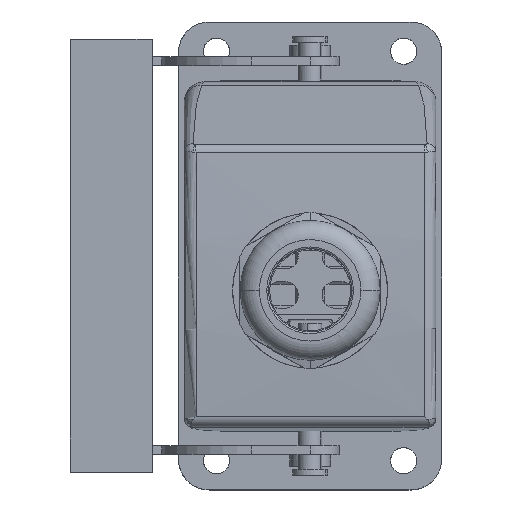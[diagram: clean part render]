
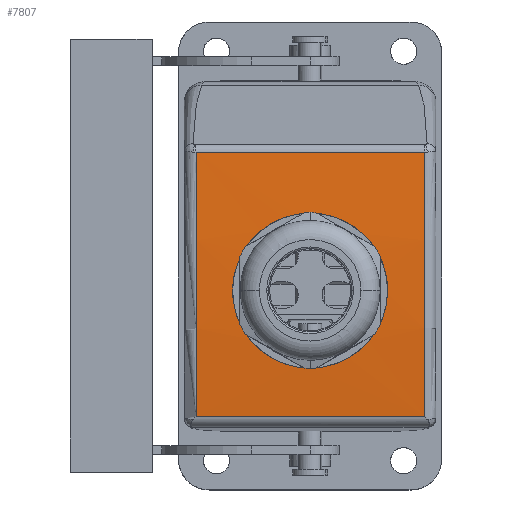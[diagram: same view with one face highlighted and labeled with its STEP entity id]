
A CAD part, top view. The second image highlights one B-rep face of the part: STEP entity #7807.
In plain terms, the highlighted cylindrical face has radius 300 mm (diameter 600 mm), a partial arc.
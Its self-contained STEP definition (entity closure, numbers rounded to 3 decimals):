
#7730=AXIS2_PLACEMENT_3D('Circle Axis2P3D',#7728,#7729,$) ;
#7745=AXIS2_PLACEMENT_3D('Cylinder Axis2P3D',#7742,#7743,#7744) ;
#7756=AXIS2_PLACEMENT_3D('Circle Axis2P3D',#7754,#7755,$) ;
#6311=CARTESIAN_POINT('Vertex',(60.5,12.45,81.229)) ;
#6314=CARTESIAN_POINT('Line Origine',(30.25,12.45,81.229)) ;
#6318=CARTESIAN_POINT('Vertex',(21.5,12.45,81.229)) ;
#7725=CARTESIAN_POINT('Vertex',(60.5,57.62,81.065)) ;
#7728=CARTESIAN_POINT('Axis2P3D Location',(60.5,33.948,-218.)) ;
#7742=CARTESIAN_POINT('Axis2P3D Location',(41.,33.948,-218.)) ;
#7747=CARTESIAN_POINT('Line Origine',(41.,57.62,81.065)) ;
#7751=CARTESIAN_POINT('Vertex',(21.5,57.62,81.065)) ;
#7754=CARTESIAN_POINT('Axis2P3D Location',(21.5,33.948,-218.)) ;
#7766=CARTESIAN_POINT('Control Point',(41.,20.698,81.707)) ;
#7767=CARTESIAN_POINT('Control Point',(43.496,20.698,81.707)) ;
#7768=CARTESIAN_POINT('Control Point',(45.992,21.286,81.733)) ;
#7769=CARTESIAN_POINT('Control Point',(48.303,22.463,81.786)) ;
#7770=CARTESIAN_POINT('Control Point',(51.218,24.972,81.876)) ;
#7771=CARTESIAN_POINT('Control Point',(53.064,28.258,81.949)) ;
#7772=CARTESIAN_POINT('Control Point',(53.547,29.422,81.969)) ;
#7773=CARTESIAN_POINT('Control Point',(54.571,33.049,82.014)) ;
#7774=CARTESIAN_POINT('Control Point',(54.29,36.885,82.002)) ;
#7775=CARTESIAN_POINT('Control Point',(53.491,39.353,81.964)) ;
#7776=CARTESIAN_POINT('Control Point',(51.022,43.358,81.863)) ;
#7777=CARTESIAN_POINT('Control Point',(47.149,45.966,81.762)) ;
#7778=CARTESIAN_POINT('Control Point',(45.172,46.788,81.725)) ;
#7779=CARTESIAN_POINT('Control Point',(43.086,47.198,81.707)) ;
#7780=CARTESIAN_POINT('Control Point',(41.,47.198,81.707)) ;
#7781=CARTESIAN_POINT('Vertex',(41.,20.698,81.707)) ;
#7783=CARTESIAN_POINT('Vertex',(41.,47.198,81.707)) ;
#7787=CARTESIAN_POINT('Control Point',(41.,47.198,81.707)) ;
#7788=CARTESIAN_POINT('Control Point',(38.504,47.198,81.707)) ;
#7789=CARTESIAN_POINT('Control Point',(36.008,46.61,81.733)) ;
#7790=CARTESIAN_POINT('Control Point',(33.697,45.433,81.786)) ;
#7791=CARTESIAN_POINT('Control Point',(30.782,42.925,81.876)) ;
#7792=CARTESIAN_POINT('Control Point',(28.936,39.639,81.949)) ;
#7793=CARTESIAN_POINT('Control Point',(28.453,38.475,81.969)) ;
#7794=CARTESIAN_POINT('Control Point',(27.429,34.847,82.014)) ;
#7795=CARTESIAN_POINT('Control Point',(27.71,31.011,82.002)) ;
#7796=CARTESIAN_POINT('Control Point',(28.509,28.544,81.964)) ;
#7797=CARTESIAN_POINT('Control Point',(30.978,24.538,81.863)) ;
#7798=CARTESIAN_POINT('Control Point',(34.851,21.93,81.762)) ;
#7799=CARTESIAN_POINT('Control Point',(36.828,21.109,81.725)) ;
#7800=CARTESIAN_POINT('Control Point',(38.914,20.698,81.707)) ;
#7801=CARTESIAN_POINT('Control Point',(41.,20.698,81.707)) ;
#6315=DIRECTION('Vector Direction',(1.,0.,0.)) ;
#7729=DIRECTION('Axis2P3D Direction',(1.,0.,0.)) ;
#7743=DIRECTION('Axis2P3D Direction',(-1.,0.,0.)) ;
#7744=DIRECTION('Axis2P3D XDirection',(0.,-0.17,0.985)) ;
#7748=DIRECTION('Vector Direction',(-1.,0.,0.)) ;
#7755=DIRECTION('Axis2P3D Direction',(-1.,0.,0.)) ;
#6316=VECTOR('Line Direction',#6315,1.) ;
#7749=VECTOR('Line Direction',#7748,1.) ;
#7760=ORIENTED_EDGE('',*,*,#7732,.T.) ;
#7761=ORIENTED_EDGE('',*,*,#7753,.T.) ;
#7762=ORIENTED_EDGE('',*,*,#7758,.F.) ;
#7763=ORIENTED_EDGE('',*,*,#6320,.T.) ;
#7804=ORIENTED_EDGE('',*,*,#7785,.F.) ;
#7805=ORIENTED_EDGE('',*,*,#7802,.F.) ;
#7806=FACE_BOUND('',#7803,.T.) ;
#7807=ADVANCED_FACE('1652640000.1\\Housing',(#7764,#7806),#7746,.T.) ;
#7765=B_SPLINE_CURVE_WITH_KNOTS('',5,(#7766,#7767,#7768,#7769,#7770,#7771,#7772,#7773,#7774,#7775,#7776,#7777,#7778,#7779,#7780),.UNSPECIFIED.,.F.,.U.,(6,3,3,3,6),(0.,17.786,26.678,44.462,59.323),.UNSPECIFIED.) ;
#7786=B_SPLINE_CURVE_WITH_KNOTS('',5,(#7787,#7788,#7789,#7790,#7791,#7792,#7793,#7794,#7795,#7796,#7797,#7798,#7799,#7800,#7801),.UNSPECIFIED.,.F.,.U.,(6,3,3,3,6),(0.,17.786,26.678,44.462,59.323),.UNSPECIFIED.) ;
#7731=CIRCLE('generated circle',#7730,300.) ;
#7757=CIRCLE('generated circle',#7756,300.) ;
#7746=CYLINDRICAL_SURFACE('generated cylinder',#7745,300.) ;
#6320=EDGE_CURVE('',#6319,#6312,#6317,.T.) ;
#7732=EDGE_CURVE('',#6312,#7726,#7731,.F.) ;
#7753=EDGE_CURVE('',#7726,#7752,#7750,.T.) ;
#7758=EDGE_CURVE('',#6319,#7752,#7757,.T.) ;
#7785=EDGE_CURVE('',#7782,#7784,#7765,.T.) ;
#7802=EDGE_CURVE('',#7784,#7782,#7786,.T.) ;
#7759=EDGE_LOOP('',(#7760,#7761,#7762,#7763)) ;
#7803=EDGE_LOOP('',(#7804,#7805)) ;
#7764=FACE_OUTER_BOUND('',#7759,.T.) ;
#6317=LINE('Line',#6314,#6316) ;
#7750=LINE('Line',#7747,#7749) ;
#6312=VERTEX_POINT('',#6311) ;
#6319=VERTEX_POINT('',#6318) ;
#7726=VERTEX_POINT('',#7725) ;
#7752=VERTEX_POINT('',#7751) ;
#7782=VERTEX_POINT('',#7781) ;
#7784=VERTEX_POINT('',#7783) ;
